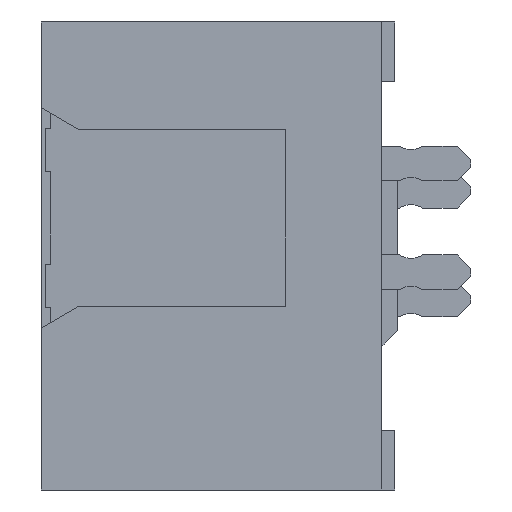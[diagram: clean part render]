
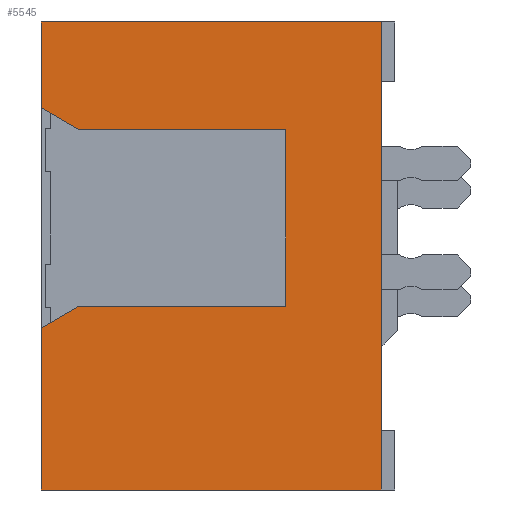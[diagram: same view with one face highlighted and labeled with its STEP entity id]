
A CAD part, left-side view. The second image highlights one B-rep face of the part: STEP entity #5545.
In plain terms, the highlighted planar face has unit normal (-1, 0, 0).
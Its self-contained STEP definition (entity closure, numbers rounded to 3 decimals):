
#227=ORIENTED_EDGE('',*,*,#1814,.T.);
#228=ORIENTED_EDGE('',*,*,#1817,.T.);
#229=ORIENTED_EDGE('',*,*,#1819,.T.);
#230=ORIENTED_EDGE('',*,*,#1810,.T.);
#231=ORIENTED_EDGE('',*,*,#1822,.T.);
#232=ORIENTED_EDGE('',*,*,#1823,.F.);
#233=ORIENTED_EDGE('',*,*,#1824,.T.);
#234=ORIENTED_EDGE('',*,*,#1697,.T.);
#235=ORIENTED_EDGE('',*,*,#1825,.F.);
#236=ORIENTED_EDGE('',*,*,#1826,.F.);
#1697=EDGE_CURVE('',#2508,#2507,#3047,.T.);
#1810=EDGE_CURVE('',#2606,#2608,#3160,.T.);
#1814=EDGE_CURVE('',#2610,#2612,#3164,.T.);
#1817=EDGE_CURVE('',#2612,#2614,#3167,.T.);
#1819=EDGE_CURVE('',#2614,#2606,#3169,.T.);
#1822=EDGE_CURVE('',#2608,#2616,#3172,.T.);
#1823=EDGE_CURVE('',#2617,#2616,#3173,.T.);
#1824=EDGE_CURVE('',#2617,#2508,#3174,.T.);
#1825=EDGE_CURVE('',#2618,#2507,#3175,.T.);
#1826=EDGE_CURVE('',#2610,#2618,#3176,.T.);
#2507=VERTEX_POINT('',#7584);
#2508=VERTEX_POINT('',#7586);
#2606=VERTEX_POINT('',#7807);
#2608=VERTEX_POINT('',#7811);
#2610=VERTEX_POINT('',#7816);
#2612=VERTEX_POINT('',#7820);
#2614=VERTEX_POINT('',#7826);
#2616=VERTEX_POINT('',#7835);
#2617=VERTEX_POINT('',#7839);
#2618=VERTEX_POINT('',#7842);
#3047=LINE('',#7585,#3841);
#3160=LINE('',#7812,#3954);
#3164=LINE('',#7821,#3958);
#3167=LINE('',#7827,#3961);
#3169=LINE('',#7830,#3963);
#3172=LINE('',#7836,#3966);
#3173=LINE('',#7838,#3967);
#3174=LINE('',#7840,#3968);
#3175=LINE('',#7841,#3969);
#3176=LINE('',#7843,#3970);
#3841=VECTOR('',#6157,1000.);
#3954=VECTOR('',#6296,1000.);
#3958=VECTOR('',#6302,1000.);
#3961=VECTOR('',#6307,1000.);
#3963=VECTOR('',#6311,1000.);
#3966=VECTOR('',#6316,1000.);
#3967=VECTOR('',#6319,1000.);
#3968=VECTOR('',#6320,1000.);
#3969=VECTOR('',#6321,1000.);
#3970=VECTOR('',#6322,1000.);
#4643=EDGE_LOOP('',(#227,#228,#229,#230,#231,#232,#233,#234,#235,#236));
#4961=FACE_BOUND('',#4643,.T.);
#5266=PLANE('',#5843);
#5545=ADVANCED_FACE('',(#4961),#5266,.F.);
#5843=AXIS2_PLACEMENT_3D('',#7837,#6317,#6318);
#6157=DIRECTION('',(0.,0.,1.));
#6296=DIRECTION('',(0.,1.,0.));
#6302=DIRECTION('',(0.,-0.865,-0.502));
#6307=DIRECTION('',(0.,-1.,0.));
#6311=DIRECTION('',(0.,0.,-1.));
#6316=DIRECTION('',(0.,0.865,-0.502));
#6317=DIRECTION('',(1.,0.,0.));
#6318=DIRECTION('',(0.,0.,-1.));
#6319=DIRECTION('',(0.,0.,1.));
#6320=DIRECTION('',(0.,-1.,0.));
#6321=DIRECTION('',(0.,-1.,0.));
#6322=DIRECTION('',(0.,0.,1.));
#7584=CARTESIAN_POINT('',(-9.65,0.25,4.3));
#7585=CARTESIAN_POINT('',(-9.65,0.25,-4.3));
#7586=CARTESIAN_POINT('',(-9.65,0.25,-4.3));
#7807=CARTESIAN_POINT('',(-9.65,2.,-0.925));
#7811=CARTESIAN_POINT('',(-9.65,5.81,-0.925));
#7812=CARTESIAN_POINT('',(-9.65,2.,-0.925));
#7816=CARTESIAN_POINT('',(-9.65,6.5,2.725));
#7820=CARTESIAN_POINT('',(-9.65,5.81,2.325));
#7821=CARTESIAN_POINT('',(-9.65,6.5,2.725));
#7826=CARTESIAN_POINT('',(-9.65,2.,2.325));
#7827=CARTESIAN_POINT('',(-9.65,5.81,2.325));
#7830=CARTESIAN_POINT('',(-9.65,2.,2.325));
#7835=CARTESIAN_POINT('',(-9.65,6.5,-1.325));
#7836=CARTESIAN_POINT('',(-9.65,5.81,-0.925));
#7837=CARTESIAN_POINT('',(-9.65,6.5,-4.3));
#7838=CARTESIAN_POINT('',(-9.65,6.5,-4.3));
#7839=CARTESIAN_POINT('',(-9.65,6.5,-4.3));
#7840=CARTESIAN_POINT('',(-9.65,6.5,-4.3));
#7841=CARTESIAN_POINT('',(-9.65,6.5,4.3));
#7842=CARTESIAN_POINT('',(-9.65,6.5,4.3));
#7843=CARTESIAN_POINT('',(-9.65,6.5,-4.3));
